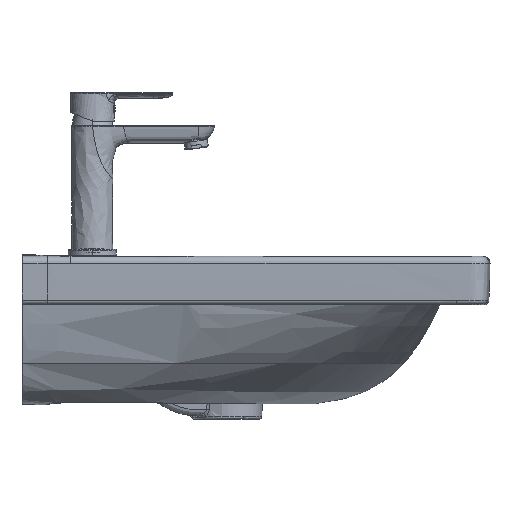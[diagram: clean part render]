
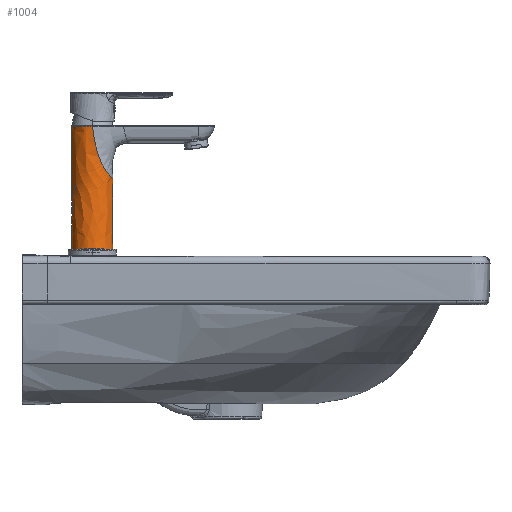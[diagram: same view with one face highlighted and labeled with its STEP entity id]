
A CAD part, left-side view. The second image highlights one B-rep face of the part: STEP entity #1004.
In plain terms, the highlighted free-form (B-spline) face has degree [1, 2] with [2, 9] control points.
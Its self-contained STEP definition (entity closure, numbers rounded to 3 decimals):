
#243=B_SPLINE_CURVE_WITH_KNOTS('',3,(#10354,#10355,#10356,#10357,#10358,
#10359,#10360,#10361,#10362,#10363,#10364,#10365,#10366,#10367,#10368,#10369,
#10370,#10371),.UNSPECIFIED.,.F.,.F.,(4,2,2,2,2,2,2,2,4),(0.,0.056,
0.111,0.24,0.497,0.754,
0.882,0.941,1.),.UNSPECIFIED.);
#270=B_SPLINE_CURVE_WITH_KNOTS('',3,(#11128,#11129,#11130,#11131,#11132,
#11133,#11134,#11135,#11136,#11137,#11138,#11139,#11140,#11141),
 .UNSPECIFIED.,.F.,.F.,(4,2,2,2,2,2,4),(-1.,-0.867,-0.736,
-0.616,-0.494,-0.247,0.),
 .UNSPECIFIED.);
#1004=ADVANCED_FACE('',(#1478),#6555,.T.);
#1478=FACE_OUTER_BOUND('',#1929,.T.);
#1929=EDGE_LOOP('',(#2629,#2630,#2631,#2632,#2633,#2634,#2635));
#2629=ORIENTED_EDGE('',*,*,#4598,.F.);
#2630=ORIENTED_EDGE('',*,*,#4590,.T.);
#2631=ORIENTED_EDGE('',*,*,#4600,.F.);
#2632=ORIENTED_EDGE('',*,*,#4596,.F.);
#2633=ORIENTED_EDGE('',*,*,#4583,.F.);
#2634=ORIENTED_EDGE('',*,*,#4601,.T.);
#2635=ORIENTED_EDGE('',*,*,#4549,.F.);
#4549=EDGE_CURVE('',#5938,#5937,#243,.T.);
#4583=EDGE_CURVE('',#5963,#5964,#5596,.T.);
#4590=EDGE_CURVE('',#5972,#5968,#5601,.T.);
#4596=EDGE_CURVE('',#5964,#5971,#5604,.T.);
#4598=EDGE_CURVE('',#5972,#5938,#5606,.T.);
#4600=EDGE_CURVE('',#5971,#5968,#270,.T.);
#4601=EDGE_CURVE('',#5963,#5937,#5607,.T.);
#5596=(
BOUNDED_CURVE()
B_SPLINE_CURVE(2,(#11043,#11044,#11045,#11046,#11047),.UNSPECIFIED.,.F.,
 .F.)
B_SPLINE_CURVE_WITH_KNOTS((3,2,3),(0.,32.987,65.973),
 .UNSPECIFIED.)
CURVE()
GEOMETRIC_REPRESENTATION_ITEM()
RATIONAL_B_SPLINE_CURVE((1.,0.707,1.,0.707,1.))
REPRESENTATION_ITEM('')
);
#5601=(
BOUNDED_CURVE()
B_SPLINE_CURVE(2,(#11078,#11079,#11080,#11081,#11082),.UNSPECIFIED.,.F.,
 .F.)
B_SPLINE_CURVE_WITH_KNOTS((3,2,3),(-63.969,-63.617,
-32.079),.UNSPECIFIED.)
CURVE()
GEOMETRIC_REPRESENTATION_ITEM()
RATIONAL_B_SPLINE_CURVE((1.,1.,1.,0.711,1.))
REPRESENTATION_ITEM('')
);
#5604=(
BOUNDED_CURVE()
B_SPLINE_CURVE(1,(#11109,#11110),.UNSPECIFIED.,.F.,.F.)
B_SPLINE_CURVE_WITH_KNOTS((2,2),(-72.222,0.),.UNSPECIFIED.)
CURVE()
GEOMETRIC_REPRESENTATION_ITEM()
RATIONAL_B_SPLINE_CURVE((1.,1.))
REPRESENTATION_ITEM('')
);
#5606=(
BOUNDED_CURVE()
B_SPLINE_CURVE(1,(#11116,#11117),.UNSPECIFIED.,.F.,.F.)
B_SPLINE_CURVE_WITH_KNOTS((2,2),(0.,73.989),.UNSPECIFIED.)
CURVE()
GEOMETRIC_REPRESENTATION_ITEM()
RATIONAL_B_SPLINE_CURVE((1.,1.))
REPRESENTATION_ITEM('')
);
#5607=(
BOUNDED_CURVE()
B_SPLINE_CURVE(1,(#11142,#11143),.UNSPECIFIED.,.F.,.F.)
B_SPLINE_CURVE_WITH_KNOTS((2,2),(-32.17,0.),.UNSPECIFIED.)
CURVE()
GEOMETRIC_REPRESENTATION_ITEM()
RATIONAL_B_SPLINE_CURVE((1.,1.))
REPRESENTATION_ITEM('')
);
#5937=VERTEX_POINT('',#10300);
#5938=VERTEX_POINT('',#10301);
#5963=VERTEX_POINT('',#10326);
#5964=VERTEX_POINT('',#10327);
#5968=VERTEX_POINT('',#10331);
#5971=VERTEX_POINT('',#10334);
#5972=VERTEX_POINT('',#10335);
#6555=(
BOUNDED_SURFACE()
B_SPLINE_SURFACE(1,2,((#10226,#10227,#10228,#10229,#10230,#10231,#10232,
#10233,#10234),(#10235,#10236,#10237,#10238,#10239,#10240,#10241,#10242,
#10243)),.UNSPECIFIED.,.F.,.F.,.F.)
B_SPLINE_SURFACE_WITH_KNOTS((2,2),(3,2,2,2,3),(0.,152.036),(0.,
32.987,65.973,98.96,131.947),
 .UNSPECIFIED.)
GEOMETRIC_REPRESENTATION_ITEM()
RATIONAL_B_SPLINE_SURFACE(((1.,0.707,1.,0.707,1.,
0.707,1.,0.707,1.),(1.,0.707,1.,0.707,
1.,0.707,1.,0.707,1.)))
REPRESENTATION_ITEM('')
SURFACE()
);
#10226=CARTESIAN_POINT('',(21.043,167.864,76.539));
#10227=CARTESIAN_POINT('',(21.043,188.864,76.539));
#10228=CARTESIAN_POINT('',(0.043,188.864,76.539));
#10229=CARTESIAN_POINT('',(-20.957,188.864,76.539));
#10230=CARTESIAN_POINT('',(-20.957,167.864,76.539));
#10231=CARTESIAN_POINT('',(-20.957,146.864,76.539));
#10232=CARTESIAN_POINT('',(0.043,146.864,76.539));
#10233=CARTESIAN_POINT('',(21.043,146.864,76.539));
#10234=CARTESIAN_POINT('',(21.043,167.864,76.539));
#10235=CARTESIAN_POINT('',(21.043,167.864,228.575));
#10236=CARTESIAN_POINT('',(21.043,188.864,228.575));
#10237=CARTESIAN_POINT('',(0.043,188.864,228.575));
#10238=CARTESIAN_POINT('',(-20.957,188.864,228.575));
#10239=CARTESIAN_POINT('',(-20.957,167.864,228.575));
#10240=CARTESIAN_POINT('',(-20.957,146.864,228.575));
#10241=CARTESIAN_POINT('',(0.043,146.864,228.575));
#10242=CARTESIAN_POINT('',(21.043,146.864,228.575));
#10243=CARTESIAN_POINT('',(21.043,167.864,228.575));
#10300=CARTESIAN_POINT('',(0.043,188.864,121.602));
#10301=CARTESIAN_POINT('',(0.043,188.864,141.693));
#10326=CARTESIAN_POINT('',(0.043,188.864,89.432));
#10327=CARTESIAN_POINT('',(0.043,146.864,89.432));
#10331=CARTESIAN_POINT('',(-20.957,167.788,215.682));
#10334=CARTESIAN_POINT('',(0.043,146.864,161.653));
#10335=CARTESIAN_POINT('',(0.043,188.864,215.682));
#10354=CARTESIAN_POINT('',(0.043,188.864,141.693));
#10355=CARTESIAN_POINT('',(-0.48,188.864,141.693));
#10356=CARTESIAN_POINT('',(-0.829,188.847,141.095));
#10357=CARTESIAN_POINT('',(-1.221,188.827,140.326));
#10358=CARTESIAN_POINT('',(-1.348,188.819,139.992));
#10359=CARTESIAN_POINT('',(-1.753,188.79,138.761));
#10360=CARTESIAN_POINT('',(-1.941,188.771,137.879));
#10361=CARTESIAN_POINT('',(-2.389,188.725,135.202));
#10362=CARTESIAN_POINT('',(-2.527,188.706,133.411));
#10363=CARTESIAN_POINT('',(-2.58,188.7,129.79));
#10364=CARTESIAN_POINT('',(-2.493,188.713,127.999));
#10365=CARTESIAN_POINT('',(-2.077,188.758,125.312));
#10366=CARTESIAN_POINT('',(-1.891,188.778,124.433));
#10367=CARTESIAN_POINT('',(-1.449,188.812,123.187));
#10368=CARTESIAN_POINT('',(-1.296,188.823,122.818));
#10369=CARTESIAN_POINT('',(-0.844,188.847,122.081));
#10370=CARTESIAN_POINT('',(-0.47,188.864,121.602));
#10371=CARTESIAN_POINT('',(0.043,188.864,121.602));
#11043=CARTESIAN_POINT('',(0.043,188.864,89.432));
#11044=CARTESIAN_POINT('',(-20.957,188.864,89.432));
#11045=CARTESIAN_POINT('',(-20.957,167.864,89.432));
#11046=CARTESIAN_POINT('',(-20.957,146.864,89.432));
#11047=CARTESIAN_POINT('',(0.043,146.864,89.432));
#11078=CARTESIAN_POINT('',(0.043,188.864,215.682));
#11079=CARTESIAN_POINT('',(-0.122,188.864,215.682));
#11080=CARTESIAN_POINT('',(-0.286,188.861,215.682));
#11081=CARTESIAN_POINT('',(-21.032,188.536,215.682));
#11082=CARTESIAN_POINT('',(-20.957,167.788,215.682));
#11109=CARTESIAN_POINT('',(0.043,146.864,89.432));
#11110=CARTESIAN_POINT('',(0.043,146.864,161.653));
#11116=CARTESIAN_POINT('',(0.043,188.864,215.682));
#11117=CARTESIAN_POINT('',(0.043,188.864,141.693));
#11128=CARTESIAN_POINT('',(0.043,146.864,161.653));
#11129=CARTESIAN_POINT('',(-2.71,146.864,161.653));
#11130=CARTESIAN_POINT('',(-5.442,147.423,162.119));
#11131=CARTESIAN_POINT('',(-10.287,149.396,164.132));
#11132=CARTESIAN_POINT('',(-12.417,150.8,165.685));
#11133=CARTESIAN_POINT('',(-15.711,153.815,169.779));
#11134=CARTESIAN_POINT('',(-16.86,155.301,172.113));
#11135=CARTESIAN_POINT('',(-18.566,158.,177.083));
#11136=CARTESIAN_POINT('',(-19.124,159.214,179.722));
#11137=CARTESIAN_POINT('',(-20.325,162.292,187.41));
#11138=CARTESIAN_POINT('',(-20.622,163.928,193.001));
#11139=CARTESIAN_POINT('',(-20.942,166.39,204.381));
#11140=CARTESIAN_POINT('',(-20.955,167.23,210.169));
#11141=CARTESIAN_POINT('',(-20.957,167.788,215.682));
#11142=CARTESIAN_POINT('',(0.043,188.864,89.432));
#11143=CARTESIAN_POINT('',(0.043,188.864,121.602));
